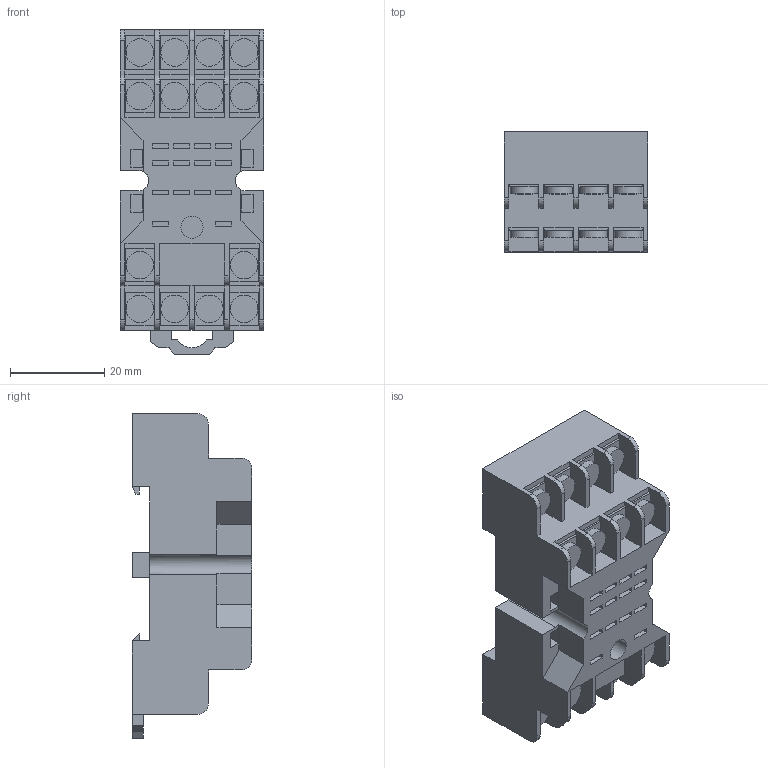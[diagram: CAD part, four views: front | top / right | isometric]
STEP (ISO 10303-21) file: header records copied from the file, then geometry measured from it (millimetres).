
FILE_DESCRIPTION(('starvars output'),'2;1');
FILE_NAME('cv20190909164657000021329.stp','16:46:57 2019/09/09',( 'Thomas Industrial Network Germany GmbH'),( 'Thomas Industrial Network Germany GmbH'),'unknown preprocess','ACIS' ,'unknown authorization');
FILE_SCHEMA(('AUTOMOTIVE_DESIGN_CC2 {UNKNOWN IMPLEMENTATION LEVEL}'));
Length unit declared in the file: millimetre
Products named in the file (1): PRODUCT_ID_1
Bounding box: 30.48 x 25.4 x 68.83 mm (x, y, z)
Volume: 33980.2 mm3; surface area: 12097.7 mm2
Topology: 1 solids, 1 shells, 347 faces, 890 edges, 592 vertices
Faces by surface type: plane 295, cylinder 52
Entity records: 12708 total; most frequent: ORIENTED_EDGE 1780, CARTESIAN_POINT 1710, DIRECTION 1494, EDGE_CURVE 890, VECTOR 742, LINE 742, VERTEX_POINT 592, EDGE_LOOP 396
